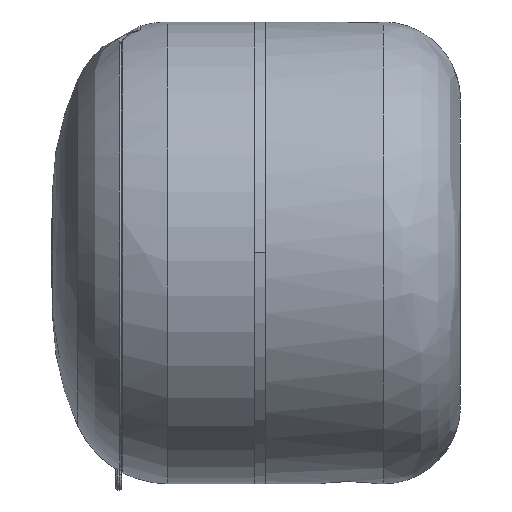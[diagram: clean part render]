
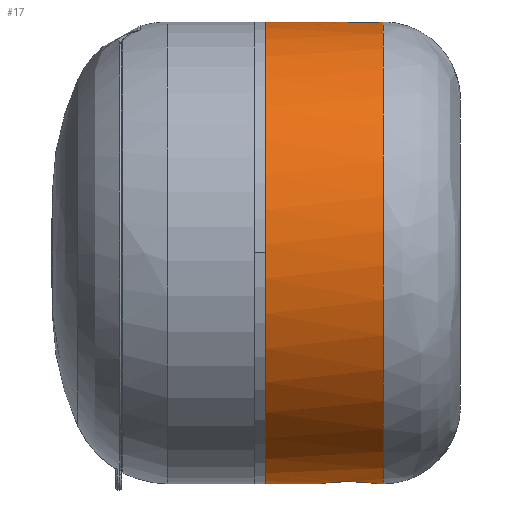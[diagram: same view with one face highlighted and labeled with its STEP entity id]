
A CAD part, left-side view. The second image highlights one B-rep face of the part: STEP entity #17.
In plain terms, the highlighted free-form (B-spline) face has degree [2, 1] with [5, 2] control points.
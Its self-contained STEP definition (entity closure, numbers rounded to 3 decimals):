
#17 = ADVANCED_FACE('',(#18),#129,.T.);
#18 = FACE_BOUND('',#19,.T.);
#19 = EDGE_LOOP('',(#20,#29,#39,#46,#68,#90,#97,#107));
#20 = ORIENTED_EDGE('',*,*,#21,.F.);
#21 = EDGE_CURVE('',#22,#24,#26,.T.);
#22 = VERTEX_POINT('',#23);
#23 = CARTESIAN_POINT('',(0.,45.611,
    54.191));
#24 = VERTEX_POINT('',#25);
#25 = CARTESIAN_POINT('',(0.,27.231,
    54.191));
#26 = B_SPLINE_CURVE_WITH_KNOTS('',1,(#27,#28),.UNSPECIFIED.,.F.,.F.,(2,
    2),(0.,20.35),.PIECEWISE_BEZIER_KNOTS.);
#27 = CARTESIAN_POINT('',(0.,45.611,
    54.191));
#28 = CARTESIAN_POINT('',(0.,27.231,
    54.191));
#29 = ORIENTED_EDGE('',*,*,#30,.F.);
#30 = EDGE_CURVE('',#31,#22,#33,.T.);
#31 = VERTEX_POINT('',#32);
#32 = CARTESIAN_POINT('',(0.,45.611,
    -54.191));
#33 = ( BOUNDED_CURVE() B_SPLINE_CURVE(2,(#34,#35,#36,#37,#38),
.UNSPECIFIED.,.F.,.F.) B_SPLINE_CURVE_WITH_KNOTS((3,2,3),(0.,
1.571,3.142),.PIECEWISE_BEZIER_KNOTS.) CURVE() 
GEOMETRIC_REPRESENTATION_ITEM() RATIONAL_B_SPLINE_CURVE((1.,
0.707,1.,0.707,1.)) REPRESENTATION_ITEM('') );
#34 = CARTESIAN_POINT('',(0.,45.611,-54.191));
#35 = CARTESIAN_POINT('',(-54.191,45.611,
    -54.191));
#36 = CARTESIAN_POINT('',(-54.191,45.611,
    0.));
#37 = CARTESIAN_POINT('',(-54.191,45.611,
    54.191));
#38 = CARTESIAN_POINT('',(0.,45.611,
    54.191));
#39 = ORIENTED_EDGE('',*,*,#40,.F.);
#40 = EDGE_CURVE('',#41,#31,#43,.T.);
#41 = VERTEX_POINT('',#42);
#42 = CARTESIAN_POINT('',(0.,33.237,-54.191));
#43 = B_SPLINE_CURVE_WITH_KNOTS('',1,(#44,#45),.UNSPECIFIED.,.F.,.F.,(2,
    2),(0.,13.7),.PIECEWISE_BEZIER_KNOTS.);
#44 = CARTESIAN_POINT('',(0.,33.237,-54.191));
#45 = CARTESIAN_POINT('',(0.,45.611,-54.191));
#46 = ORIENTED_EDGE('',*,*,#47,.T.);
#47 = EDGE_CURVE('',#41,#48,#50,.T.);
#48 = VERTEX_POINT('',#49);
#49 = CARTESIAN_POINT('',(-7.08,26.192,
    -53.727));
#50 = B_SPLINE_CURVE_WITH_KNOTS('',3,(#51,#52,#53,#54,#55,#56,#57,#58,
    #59,#60,#61,#62,#63,#64,#65,#66,#67),.UNSPECIFIED.,.F.,.F.,(4,1,1,1,
    1,1,1,1,1,1,1,1,1,1,4),(0.,0.071,0.143,
    0.214,0.286,0.357,0.429,0.5,
    0.571,0.643,0.714,0.786,
    0.857,0.929,1.),.UNSPECIFIED.);
#51 = CARTESIAN_POINT('',(0.,33.237,-54.191));
#52 = CARTESIAN_POINT('',(-0.231,33.237,
    -54.191));
#53 = CARTESIAN_POINT('',(-0.682,33.215,
    -54.188));
#54 = CARTESIAN_POINT('',(-1.312,33.125,-54.177
    ));
#55 = CARTESIAN_POINT('',(-1.939,32.978,-54.158
    ));
#56 = CARTESIAN_POINT('',(-2.549,32.775,
    -54.132));
#57 = CARTESIAN_POINT('',(-3.138,32.518,
    -54.101));
#58 = CARTESIAN_POINT('',(-3.695,32.213,-54.066
    ));
#59 = CARTESIAN_POINT('',(-4.231,31.854,-54.027
    ));
#60 = CARTESIAN_POINT('',(-4.769,31.416,
    -53.982));
#61 = CARTESIAN_POINT('',(-5.323,30.863,
    -53.93));
#62 = CARTESIAN_POINT('',(-5.882,30.152,
    -53.872));
#63 = CARTESIAN_POINT('',(-6.397,29.275,
    -53.813));
#64 = CARTESIAN_POINT('',(-6.819,28.207,
    -53.761));
#65 = CARTESIAN_POINT('',(-7.048,27.09,
    -53.731));
#66 = CARTESIAN_POINT('',(-7.08,26.479,
    -53.727));
#67 = CARTESIAN_POINT('',(-7.08,26.192,
    -53.727));
#68 = ORIENTED_EDGE('',*,*,#69,.T.);
#69 = EDGE_CURVE('',#48,#70,#72,.T.);
#70 = VERTEX_POINT('',#71);
#71 = CARTESIAN_POINT('',(0.,19.148,
    -54.191));
#72 = B_SPLINE_CURVE_WITH_KNOTS('',3,(#73,#74,#75,#76,#77,#78,#79,#80,
    #81,#82,#83,#84,#85,#86,#87,#88,#89),.UNSPECIFIED.,.F.,.F.,(4,1,1,1,
    1,1,1,1,1,1,1,1,1,1,4),(0.,0.071,0.143,
    0.214,0.286,0.357,0.429,0.5,
    0.571,0.643,0.714,0.786,
    0.857,0.929,1.),.UNSPECIFIED.);
#73 = CARTESIAN_POINT('',(-7.08,26.192,
    -53.727));
#74 = CARTESIAN_POINT('',(-7.08,25.797,-53.727
    ));
#75 = CARTESIAN_POINT('',(-7.015,25.037,-53.735)
  );
#76 = CARTESIAN_POINT('',(-6.744,23.961,
    -53.77));
#77 = CARTESIAN_POINT('',(-6.349,23.026,
    -53.819));
#78 = CARTESIAN_POINT('',(-5.884,22.243,
    -53.872));
#79 = CARTESIAN_POINT('',(-5.392,21.606,
    -53.923));
#80 = CARTESIAN_POINT('',(-4.896,21.089,-53.97)
  );
#81 = CARTESIAN_POINT('',(-4.398,20.659,-54.013
    ));
#82 = CARTESIAN_POINT('',(-3.881,20.289,
    -54.053));
#83 = CARTESIAN_POINT('',(-3.331,19.965,
    -54.09));
#84 = CARTESIAN_POINT('',(-2.747,19.689,
    -54.123));
#85 = CARTESIAN_POINT('',(-2.148,19.47,
    -54.15));
#86 = CARTESIAN_POINT('',(-1.522,19.302,
    -54.171));
#87 = CARTESIAN_POINT('',(-0.827,19.182,
    -54.187));
#88 = CARTESIAN_POINT('',(-0.287,19.148,
    -54.191));
#89 = CARTESIAN_POINT('',(0.,19.148,
    -54.191));
#90 = ORIENTED_EDGE('',*,*,#91,.F.);
#91 = EDGE_CURVE('',#92,#70,#94,.T.);
#92 = VERTEX_POINT('',#93);
#93 = CARTESIAN_POINT('',(0.,18.064,
    -54.191));
#94 = B_SPLINE_CURVE_WITH_KNOTS('',1,(#95,#96),.UNSPECIFIED.,.F.,.F.,(2,
    2),(0.,1.2),.PIECEWISE_BEZIER_KNOTS.);
#95 = CARTESIAN_POINT('',(0.,18.064,
    -54.191));
#96 = CARTESIAN_POINT('',(0.,19.148,
    -54.191));
#97 = ORIENTED_EDGE('',*,*,#98,.F.);
#98 = EDGE_CURVE('',#99,#92,#101,.T.);
#99 = VERTEX_POINT('',#100);
#100 = CARTESIAN_POINT('',(-1.122,18.064,54.18
    ));
#101 = ( BOUNDED_CURVE() B_SPLINE_CURVE(2,(#102,#103,#104,#105,#106),
.UNSPECIFIED.,.F.,.F.) B_SPLINE_CURVE_WITH_KNOTS((3,2,3),(0.,
1.56,3.121),.PIECEWISE_BEZIER_KNOTS.) CURVE() 
GEOMETRIC_REPRESENTATION_ITEM() RATIONAL_B_SPLINE_CURVE((1.,
0.711,1.,0.711,1.)) REPRESENTATION_ITEM('') );
#102 = CARTESIAN_POINT('',(-1.122,18.064,
    54.18));
#103 = CARTESIAN_POINT('',(-54.744,18.064,
    53.069));
#104 = CARTESIAN_POINT('',(-54.188,18.064,
    -0.561));
#105 = CARTESIAN_POINT('',(-53.633,18.064,
    -54.191));
#106 = CARTESIAN_POINT('',(0.,18.064,
    -54.191));
#107 = ORIENTED_EDGE('',*,*,#108,.T.);
#108 = EDGE_CURVE('',#99,#24,#109,.T.);
#109 = B_SPLINE_CURVE_WITH_KNOTS('',3,(#110,#111,#112,#113,#114,#115,
    #116,#117,#118,#119,#120,#121,#122,#123,#124,#125,#126,#127,#128),
  .UNSPECIFIED.,.F.,.F.,(4,1,1,1,1,1,1,1,1,1,1,1,1,1,1,1,4),(0.,0.063
    ,0.125,0.188,0.25,0.313,0.375,0.438,0.5,0.563,0.625,0.688,0.75,
    0.813,0.875,0.938,1.),.QUASI_UNIFORM_KNOTS.);
#110 = CARTESIAN_POINT('',(-1.122,18.064,54.18
    ));
#111 = CARTESIAN_POINT('',(-1.402,18.133,
    54.174));
#112 = CARTESIAN_POINT('',(-1.939,18.318,
    54.158));
#113 = CARTESIAN_POINT('',(-2.684,18.737,
    54.126));
#114 = CARTESIAN_POINT('',(-3.339,19.282,
    54.089));
#115 = CARTESIAN_POINT('',(-3.883,19.934,
    54.053));
#116 = CARTESIAN_POINT('',(-4.299,20.672,
    54.021));
#117 = CARTESIAN_POINT('',(-4.574,21.47,
    53.998));
#118 = CARTESIAN_POINT('',(-4.7,22.303,
    53.987));
#119 = CARTESIAN_POINT('',(-4.674,23.146,
    53.989));
#120 = CARTESIAN_POINT('',(-4.495,23.972,
    54.005));
#121 = CARTESIAN_POINT('',(-4.169,24.754,
    54.031));
#122 = CARTESIAN_POINT('',(-3.705,25.466,
    54.065));
#123 = CARTESIAN_POINT('',(-3.117,26.085,
    54.103));
#124 = CARTESIAN_POINT('',(-2.431,26.585,
    54.138));
#125 = CARTESIAN_POINT('',(-1.646,26.963,
    54.168));
#126 = CARTESIAN_POINT('',(-0.807,27.187,
    54.187));
#127 = CARTESIAN_POINT('',(-0.269,27.231,
    54.191));
#128 = CARTESIAN_POINT('',(0.,27.231,
    54.191));
#129 = ( BOUNDED_SURFACE() B_SPLINE_SURFACE(2,1,(
    (#130,#131)
    ,(#132,#133)
    ,(#134,#135)
    ,(#136,#137)
,(#138,#139
    )),.UNSPECIFIED.,.F.,.F.,.F.) B_SPLINE_SURFACE_WITH_KNOTS((3,2,3),(2
    ,2),(0.,1.571,3.142),(54.5,85.),
.PIECEWISE_BEZIER_KNOTS.) GEOMETRIC_REPRESENTATION_ITEM() 
RATIONAL_B_SPLINE_SURFACE((
    (1.,1.)
    ,(0.707,0.707)
    ,(1.,1.)
    ,(0.707,0.707)
,(1.,1.))) REPRESENTATION_ITEM('') SURFACE() );
#130 = CARTESIAN_POINT('',(0.,45.611,54.191));
#131 = CARTESIAN_POINT('',(0.,18.064,54.191));
#132 = CARTESIAN_POINT('',(-54.191,45.611,
    54.191));
#133 = CARTESIAN_POINT('',(-54.191,18.064,
    54.191));
#134 = CARTESIAN_POINT('',(-54.191,45.611,
    0.));
#135 = CARTESIAN_POINT('',(-54.191,18.064,
    0.));
#136 = CARTESIAN_POINT('',(-54.191,45.611,
    -54.191));
#137 = CARTESIAN_POINT('',(-54.191,18.064,
    -54.191));
#138 = CARTESIAN_POINT('',(0.,45.611,
    -54.191));
#139 = CARTESIAN_POINT('',(0.,18.064,
    -54.191));
